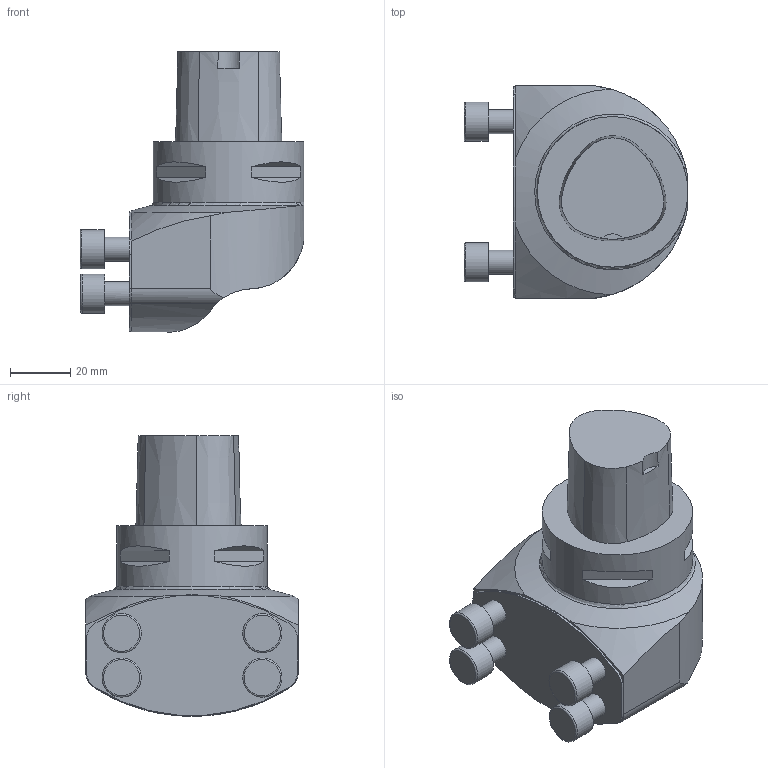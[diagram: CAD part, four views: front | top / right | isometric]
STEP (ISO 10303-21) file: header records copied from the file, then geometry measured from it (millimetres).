
FILE_DESCRIPTION(/* description */ (''),/* implementation_level */ '2;1');
FILE_NAME(/* name */ '1524215240660.stp',/* time_stamp */ '2018-04-20T11:07:29+02:00',/* author */ (''),/* organization */ ('SMS'),/* preprocessor_version */ 'ST-DEVELOPER v15',/* originating_system */ 'SIEMENS PLM Software NX 8.5',/* authorisation */ '');
FILE_SCHEMA (('AUTOMOTIVE_DESIGN { 1 0 10303 214 3 1 1 1 }'));
Length unit declared in the file: millimetre
Products named in the file (1): 112030258mod000_00
Bounding box: 74.33 x 70.5 x 93.25 mm (x, y, z)
Volume: 188832.1 mm3; surface area: 23260.3 mm2
Topology: 1 solids, 1 shells, 69 faces, 156 edges, 106 vertices
Faces by surface type: plane 31, cylinder 24, cone 9, torus 5
Full cylindrical faces by diameter (mm): 8 x4, 13 x4, 50 x1
Entity records: 2016 total; most frequent: CARTESIAN_POINT 450, DIRECTION 326, ORIENTED_EDGE 282, EDGE_CURVE 141, AXIS2_PLACEMENT_3D 139, VERTEX_POINT 101, EDGE_LOOP 96, ADVANCED_FACE 69
